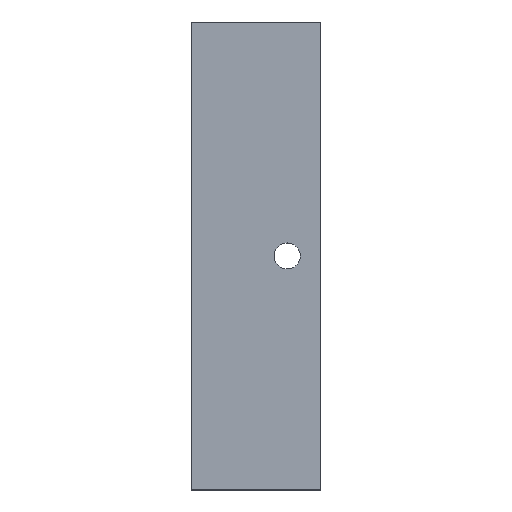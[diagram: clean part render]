
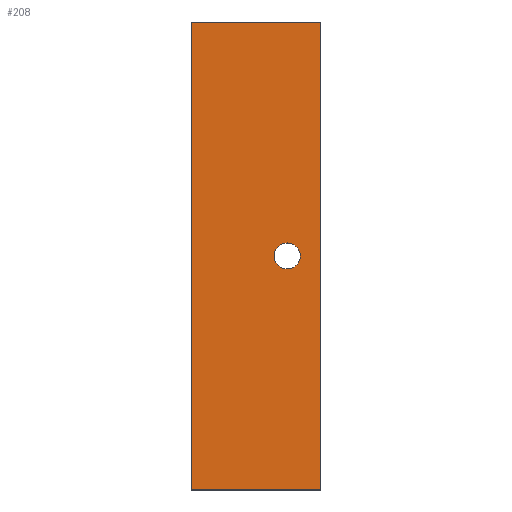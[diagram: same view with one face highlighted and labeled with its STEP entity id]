
A CAD part, top view. The second image highlights one B-rep face of the part: STEP entity #208.
In plain terms, the highlighted planar face has unit normal (0, 0, 1).
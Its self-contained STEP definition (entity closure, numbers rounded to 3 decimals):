
#5 = FACE_OUTER_BOUND ( 'NONE', #175, .T. ) ;
#13 = DIRECTION ( 'NONE',  ( 0., 0., 1. ) ) ;
#14 = CARTESIAN_POINT ( 'NONE',  ( -25., -90., 6. ) ) ;
#21 = LINE ( 'NONE', #256, #212 ) ;
#23 = AXIS2_PLACEMENT_3D ( 'NONE', #300, #163, #94 ) ;
#33 = FACE_BOUND ( 'NONE', #49, .T. ) ;
#38 = CARTESIAN_POINT ( 'NONE',  ( 17., 0., 6. ) ) ;
#43 = DIRECTION ( 'NONE',  ( 0., -1., 0. ) ) ;
#49 = EDGE_LOOP ( 'NONE', ( #232, #145 ) ) ;
#50 = CARTESIAN_POINT ( 'NONE',  ( 25., -90., 6. ) ) ;
#52 = CARTESIAN_POINT ( 'NONE',  ( -25., -90., 6. ) ) ;
#58 = VECTOR ( 'NONE', #70, 1000. ) ;
#64 = CARTESIAN_POINT ( 'NONE',  ( 25., -90., 6. ) ) ;
#66 = VERTEX_POINT ( 'NONE', #52 ) ;
#68 = CARTESIAN_POINT ( 'NONE',  ( 25., 90., 6. ) ) ;
#69 = VERTEX_POINT ( 'NONE', #76 ) ;
#70 = DIRECTION ( 'NONE',  ( 1., 0., 0. ) ) ;
#71 = CIRCLE ( 'NONE', #119, 5. ) ;
#72 = ORIENTED_EDGE ( 'NONE', *, *, #102, .T. ) ;
#76 = CARTESIAN_POINT ( 'NONE',  ( 7., 0., 6. ) ) ;
#89 = VECTOR ( 'NONE', #43, 1000. ) ;
#94 = DIRECTION ( 'NONE',  ( 1., 0., 0. ) ) ;
#102 = EDGE_CURVE ( 'NONE', #66, #137, #144, .T. ) ;
#113 = DIRECTION ( 'NONE',  ( 1., 0., 0. ) ) ;
#119 = AXIS2_PLACEMENT_3D ( 'NONE', #160, #13, #140 ) ;
#121 = LINE ( 'NONE', #50, #311 ) ;
#125 = CIRCLE ( 'NONE', #23, 5. ) ;
#126 = VERTEX_POINT ( 'NONE', #68 ) ;
#128 = EDGE_CURVE ( 'NONE', #137, #126, #121, .T. ) ;
#137 = VERTEX_POINT ( 'NONE', #64 ) ;
#140 = DIRECTION ( 'NONE',  ( 1., 0., 0. ) ) ;
#141 = DIRECTION ( 'NONE',  ( -1., 0., 0. ) ) ;
#143 = CARTESIAN_POINT ( 'NONE',  ( 0., 0., 6. ) ) ;
#144 = LINE ( 'NONE', #306, #58 ) ;
#145 = ORIENTED_EDGE ( 'NONE', *, *, #228, .F. ) ;
#151 = VERTEX_POINT ( 'NONE', #38 ) ;
#152 = LINE ( 'NONE', #14, #89 ) ;
#155 = EDGE_CURVE ( 'NONE', #126, #268, #21, .T. ) ;
#160 = CARTESIAN_POINT ( 'NONE',  ( 12., 0., 6. ) ) ;
#163 = DIRECTION ( 'NONE',  ( 0., 0., 1. ) ) ;
#164 = DIRECTION ( 'NONE',  ( 0., 0., 1. ) ) ;
#175 = EDGE_LOOP ( 'NONE', ( #197, #72, #272, #296 ) ) ;
#180 = CARTESIAN_POINT ( 'NONE',  ( -25., 90., 6. ) ) ;
#197 = ORIENTED_EDGE ( 'NONE', *, *, #251, .T. ) ;
#208 = ADVANCED_FACE ( 'NONE', ( #33, #5 ), #280, .T. ) ;
#211 = EDGE_CURVE ( 'NONE', #151, #69, #125, .T. ) ;
#212 = VECTOR ( 'NONE', #141, 1000. ) ;
#228 = EDGE_CURVE ( 'NONE', #69, #151, #71, .T. ) ;
#230 = DIRECTION ( 'NONE',  ( 0., 1., 0. ) ) ;
#232 = ORIENTED_EDGE ( 'NONE', *, *, #211, .F. ) ;
#251 = EDGE_CURVE ( 'NONE', #268, #66, #152, .T. ) ;
#256 = CARTESIAN_POINT ( 'NONE',  ( 25., 90., 6. ) ) ;
#261 = AXIS2_PLACEMENT_3D ( 'NONE', #143, #164, #113 ) ;
#268 = VERTEX_POINT ( 'NONE', #180 ) ;
#272 = ORIENTED_EDGE ( 'NONE', *, *, #128, .T. ) ;
#280 = PLANE ( 'NONE',  #261 ) ;
#296 = ORIENTED_EDGE ( 'NONE', *, *, #155, .T. ) ;
#300 = CARTESIAN_POINT ( 'NONE',  ( 12., 0., 6. ) ) ;
#306 = CARTESIAN_POINT ( 'NONE',  ( 25., -90., 6. ) ) ;
#311 = VECTOR ( 'NONE', #230, 1000. ) ;
